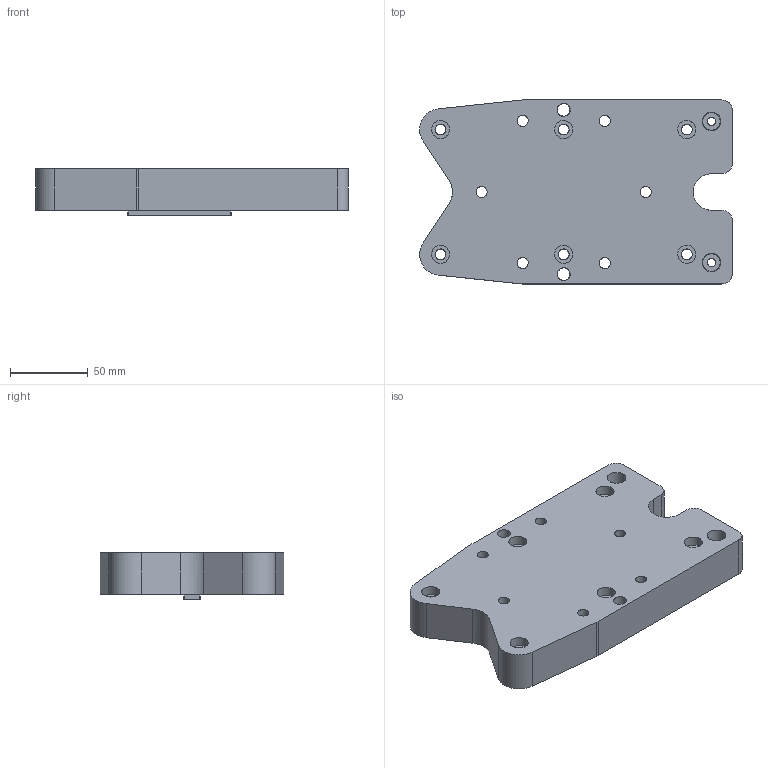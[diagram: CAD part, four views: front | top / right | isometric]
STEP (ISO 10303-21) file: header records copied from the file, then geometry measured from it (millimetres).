
FILE_DESCRIPTION(('FreeCAD Model'),'2;1');
FILE_NAME('Open CASCADE Shape Model','2025-05-09T18:12:30',('FreeCAD'),( 'FreeCAD'),'Open CASCADE STEP processor 7.6','FreeCAD','Unknown');
FILE_SCHEMA(('AUTOMOTIVE_DESIGN { 1 0 10303 214 1 1 1 1 }'));
Length unit declared in the file: millimetre
Products named in the file (1): Open CASCADE STEP translator 7.6 1
Bounding box: 201.65 x 118.62 x 30.08 mm (x, y, z)
Volume: 565559 mm3; surface area: 76213.5 mm2
Topology: 2 solids, 2 shells, 86 faces, 197 edges, 132 vertices
Faces by surface type: bspline 86
Entity records: 3141 total; most frequent: CARTESIAN_POINT 1901, ORIENTED_EDGE 394, EDGE_CURVE 197, FACE_BOUND 137, EDGE_LOOP 137, VERTEX_POINT 132, B_SPLINE_CURVE_WITH_KNOTS 101, ADVANCED_FACE 86
